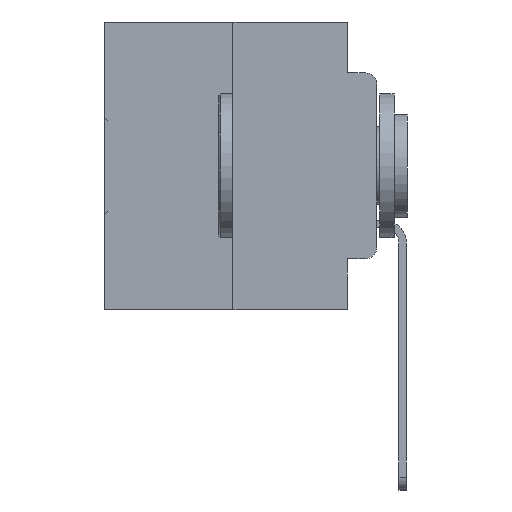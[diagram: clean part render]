
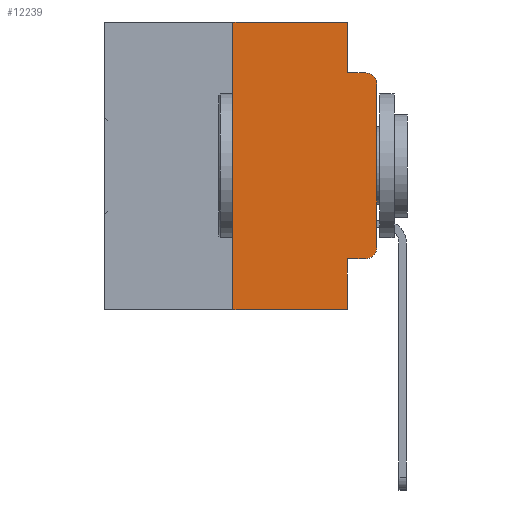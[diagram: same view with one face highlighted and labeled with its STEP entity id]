
A CAD part, left-side view. The second image highlights one B-rep face of the part: STEP entity #12239.
In plain terms, the highlighted planar face has unit normal (-1, 0, 0).
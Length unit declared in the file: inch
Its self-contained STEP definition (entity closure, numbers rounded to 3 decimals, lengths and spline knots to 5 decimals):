
#133 = EDGE_LOOP ( 'NONE', ( #9500, #24023, #3090, #14150, #30549, #5637, #12612, #8967, #16800, #26464 ) ) ;
#405 = VERTEX_POINT ( 'NONE', #12381 ) ;
#818 = CARTESIAN_POINT ( 'NONE',  ( 0., 0.25, 0. ) ) ;
#1164 = CARTESIAN_POINT ( 'NONE',  ( 0., 0.02, -0.1085 ) ) ;
#1235 = AXIS2_PLACEMENT_3D ( 'NONE', #1164, #20113, #4090 ) ;
#2273 = PLANE ( 'NONE',  #12150 ) ;
#3090 = ORIENTED_EDGE ( 'NONE', *, *, #32366, .F. ) ;
#3978 = VERTEX_POINT ( 'NONE', #25451 ) ;
#3989 = VECTOR ( 'NONE', #7198, 39.37008 ) ;
#4090 = DIRECTION ( 'NONE',  ( 0., 0., -1. ) ) ;
#4264 = LINE ( 'NONE', #5185, #6054 ) ;
#5000 = CARTESIAN_POINT ( 'NONE',  ( 0., 0., -0.1085 ) ) ;
#5185 = CARTESIAN_POINT ( 'NONE',  ( 0., 0.051, 0. ) ) ;
#5637 = ORIENTED_EDGE ( 'NONE', *, *, #17097, .F. ) ;
#6054 = VECTOR ( 'NONE', #15832, 39.37008 ) ;
#6154 = LINE ( 'NONE', #17604, #33598 ) ;
#6207 = EDGE_CURVE ( 'NONE', #7703, #14610, #14312, .T. ) ;
#6595 = CARTESIAN_POINT ( 'NONE',  ( 0., 0.051, -0.4115 ) ) ;
#7141 = VECTOR ( 'NONE', #10228, 39.37008 ) ;
#7198 = DIRECTION ( 'NONE',  ( 0., 0., 1. ) ) ;
#7275 = DIRECTION ( 'NONE',  ( 0., -1., 0. ) ) ;
#7703 = VERTEX_POINT ( 'NONE', #5000 ) ;
#7972 = DIRECTION ( 'NONE',  ( 0., 0., -1. ) ) ;
#8090 = EDGE_CURVE ( 'NONE', #3978, #7703, #24297, .T. ) ;
#8822 = DIRECTION ( 'NONE',  ( 0., -1., 0. ) ) ;
#8967 = ORIENTED_EDGE ( 'NONE', *, *, #11834, .F. ) ;
#9115 = VECTOR ( 'NONE', #19970, 39.37008 ) ;
#9500 = ORIENTED_EDGE ( 'NONE', *, *, #8090, .T. ) ;
#10228 = DIRECTION ( 'NONE',  ( 0., 0., 1. ) ) ;
#11125 = LINE ( 'NONE', #30188, #30759 ) ;
#11834 = EDGE_CURVE ( 'NONE', #33783, #19041, #4264, .T. ) ;
#11846 = VERTEX_POINT ( 'NONE', #15948 ) ;
#12150 = AXIS2_PLACEMENT_3D ( 'NONE', #21052, #23609, #7972 ) ;
#12239 = ADVANCED_FACE ( 'NONE', ( #13178 ), #2273, .F. ) ;
#12381 = CARTESIAN_POINT ( 'NONE',  ( 0., 0.25, -0.5 ) ) ;
#12612 = ORIENTED_EDGE ( 'NONE', *, *, #16708, .T. ) ;
#12844 = CARTESIAN_POINT ( 'NONE',  ( 0., 0.02, -0.3915 ) ) ;
#13178 = FACE_OUTER_BOUND ( 'NONE', #133, .T. ) ;
#13445 = LINE ( 'NONE', #25533, #19583 ) ;
#14150 = ORIENTED_EDGE ( 'NONE', *, *, #27377, .F. ) ;
#14221 = LINE ( 'NONE', #28274, #7141 ) ;
#14312 = CIRCLE ( 'NONE', #1235, 0.02 ) ;
#14610 = VERTEX_POINT ( 'NONE', #14669 ) ;
#14669 = CARTESIAN_POINT ( 'NONE',  ( 0., 0.02, -0.0885 ) ) ;
#15200 = VECTOR ( 'NONE', #8822, 39.37008 ) ;
#15443 = DIRECTION ( 'NONE',  ( 0., 0., -1. ) ) ;
#15832 = DIRECTION ( 'NONE',  ( 0., 0., -1. ) ) ;
#15948 = CARTESIAN_POINT ( 'NONE',  ( 0., 0.02, -0.4115 ) ) ;
#16029 = LINE ( 'NONE', #26959, #15200 ) ;
#16135 = LINE ( 'NONE', #32484, #9115 ) ;
#16708 = EDGE_CURVE ( 'NONE', #405, #19041, #13445, .T. ) ;
#16800 = ORIENTED_EDGE ( 'NONE', *, *, #21223, .T. ) ;
#17097 = EDGE_CURVE ( 'NONE', #405, #30577, #14221, .T. ) ;
#17430 = CARTESIAN_POINT ( 'NONE',  ( 0., 0.051, -0.0885 ) ) ;
#17604 = CARTESIAN_POINT ( 'NONE',  ( 0., 0.051, -0.0885 ) ) ;
#17774 = EDGE_CURVE ( 'NONE', #11846, #3978, #24779, .T. ) ;
#19041 = VERTEX_POINT ( 'NONE', #33338 ) ;
#19583 = VECTOR ( 'NONE', #7275, 39.37008 ) ;
#19970 = DIRECTION ( 'NONE',  ( 0., -1., 0. ) ) ;
#20113 = DIRECTION ( 'NONE',  ( -1., 0., 0. ) ) ;
#20165 = DIRECTION ( 'NONE',  ( 0., 0., -1. ) ) ;
#21052 = CARTESIAN_POINT ( 'NONE',  ( 0., 0.473, 0. ) ) ;
#21223 = EDGE_CURVE ( 'NONE', #33783, #11846, #16135, .T. ) ;
#22088 = AXIS2_PLACEMENT_3D ( 'NONE', #12844, #30717, #15443 ) ;
#23609 = DIRECTION ( 'NONE',  ( 1., 0., 0. ) ) ;
#24023 = ORIENTED_EDGE ( 'NONE', *, *, #6207, .T. ) ;
#24297 = LINE ( 'NONE', #27993, #3989 ) ;
#24779 = CIRCLE ( 'NONE', #22088, 0.02 ) ;
#25451 = CARTESIAN_POINT ( 'NONE',  ( 0., 0., -0.3915 ) ) ;
#25533 = CARTESIAN_POINT ( 'NONE',  ( 0., 0.473, -0.5 ) ) ;
#26464 = ORIENTED_EDGE ( 'NONE', *, *, #17774, .T. ) ;
#26959 = CARTESIAN_POINT ( 'NONE',  ( 0., 0.473, 0. ) ) ;
#27339 = VERTEX_POINT ( 'NONE', #17430 ) ;
#27377 = EDGE_CURVE ( 'NONE', #30707, #27339, #11125, .T. ) ;
#27801 = CARTESIAN_POINT ( 'NONE',  ( 0., 0.051, 0. ) ) ;
#27993 = CARTESIAN_POINT ( 'NONE',  ( 0., 0., 0. ) ) ;
#28274 = CARTESIAN_POINT ( 'NONE',  ( 0., 0.25, 0. ) ) ;
#30188 = CARTESIAN_POINT ( 'NONE',  ( 0., 0.051, 0. ) ) ;
#30549 = ORIENTED_EDGE ( 'NONE', *, *, #32856, .F. ) ;
#30577 = VERTEX_POINT ( 'NONE', #818 ) ;
#30707 = VERTEX_POINT ( 'NONE', #27801 ) ;
#30717 = DIRECTION ( 'NONE',  ( -1., 0., 0. ) ) ;
#30759 = VECTOR ( 'NONE', #20165, 39.37008 ) ;
#32366 = EDGE_CURVE ( 'NONE', #27339, #14610, #6154, .T. ) ;
#32484 = CARTESIAN_POINT ( 'NONE',  ( 0., 0.051, -0.4115 ) ) ;
#32722 = DIRECTION ( 'NONE',  ( 0., -1., 0. ) ) ;
#32856 = EDGE_CURVE ( 'NONE', #30577, #30707, #16029, .T. ) ;
#33338 = CARTESIAN_POINT ( 'NONE',  ( 0., 0.051, -0.5 ) ) ;
#33598 = VECTOR ( 'NONE', #32722, 39.37008 ) ;
#33783 = VERTEX_POINT ( 'NONE', #6595 ) ;
